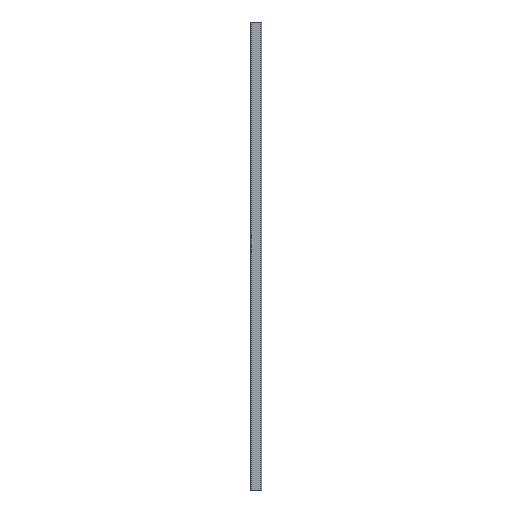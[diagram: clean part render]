
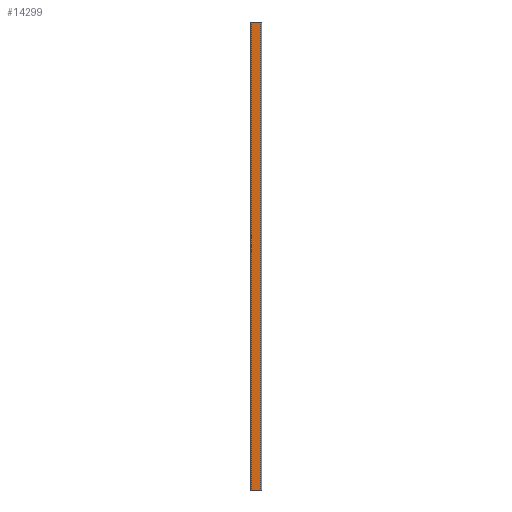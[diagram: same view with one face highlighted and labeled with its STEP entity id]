
A CAD part, left-side view. The second image highlights one B-rep face of the part: STEP entity #14299.
In plain terms, the highlighted planar face has unit normal (-1, 0, 0).
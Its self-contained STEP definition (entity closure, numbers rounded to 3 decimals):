
#122 = EDGE_CURVE ( 'NONE', #4793, #17120, #16008, .T. ) ;
#827 = DIRECTION ( 'NONE',  ( 1., 0., 0. ) ) ;
#874 = VECTOR ( 'NONE', #24701, 1000. ) ;
#1257 = EDGE_CURVE ( 'NONE', #33810, #4793, #12192, .T. ) ;
#1331 = ORIENTED_EDGE ( 'NONE', *, *, #15613, .T. ) ;
#1336 = VERTEX_POINT ( 'NONE', #19193 ) ;
#2014 = EDGE_CURVE ( 'NONE', #1336, #17120, #9669, .T. ) ;
#2864 = EDGE_LOOP ( 'NONE', ( #18604, #13146, #29265, #1331 ) ) ;
#4793 = VERTEX_POINT ( 'NONE', #9170 ) ;
#5245 = FACE_OUTER_BOUND ( 'NONE', #2864, .T. ) ;
#5992 = CARTESIAN_POINT ( 'NONE',  ( -12., 8., 336. ) ) ;
#7363 = CARTESIAN_POINT ( 'NONE',  ( -12., 0.5, 336. ) ) ;
#9088 = CARTESIAN_POINT ( 'NONE',  ( -12., 0.5, 336. ) ) ;
#9170 = CARTESIAN_POINT ( 'NONE',  ( -12., 0.5, 0. ) ) ;
#9669 = LINE ( 'NONE', #5992, #874 ) ;
#9761 = VECTOR ( 'NONE', #26075, 1000. ) ;
#11380 = LINE ( 'NONE', #26686, #17659 ) ;
#12192 = LINE ( 'NONE', #32191, #32693 ) ;
#13146 = ORIENTED_EDGE ( 'NONE', *, *, #122, .T. ) ;
#13429 = AXIS2_PLACEMENT_3D ( 'NONE', #30167, #827, #19511 ) ;
#14299 = ADVANCED_FACE ( 'NONE', ( #5245 ), #16694, .F. ) ;
#15613 = EDGE_CURVE ( 'NONE', #1336, #33810, #11380, .T. ) ;
#16008 = LINE ( 'NONE', #7363, #9761 ) ;
#16694 = PLANE ( 'NONE',  #13429 ) ;
#17120 = VERTEX_POINT ( 'NONE', #9088 ) ;
#17659 = VECTOR ( 'NONE', #30140, 1000. ) ;
#18577 = CARTESIAN_POINT ( 'NONE',  ( -12., 7.5, 0. ) ) ;
#18604 = ORIENTED_EDGE ( 'NONE', *, *, #1257, .T. ) ;
#19193 = CARTESIAN_POINT ( 'NONE',  ( -12., 7.5, 336. ) ) ;
#19511 = DIRECTION ( 'NONE',  ( 0., 0., -1. ) ) ;
#24701 = DIRECTION ( 'NONE',  ( 0., -1., 0. ) ) ;
#26075 = DIRECTION ( 'NONE',  ( 0., 0., 1. ) ) ;
#26686 = CARTESIAN_POINT ( 'NONE',  ( -12., 7.5, 336. ) ) ;
#26721 = DIRECTION ( 'NONE',  ( 0., -1., 0. ) ) ;
#29265 = ORIENTED_EDGE ( 'NONE', *, *, #2014, .F. ) ;
#30140 = DIRECTION ( 'NONE',  ( 0., 0., -1. ) ) ;
#30167 = CARTESIAN_POINT ( 'NONE',  ( -12., 8., 336. ) ) ;
#32191 = CARTESIAN_POINT ( 'NONE',  ( -12., 8., 0. ) ) ;
#32693 = VECTOR ( 'NONE', #26721, 1000. ) ;
#33810 = VERTEX_POINT ( 'NONE', #18577 ) ;
